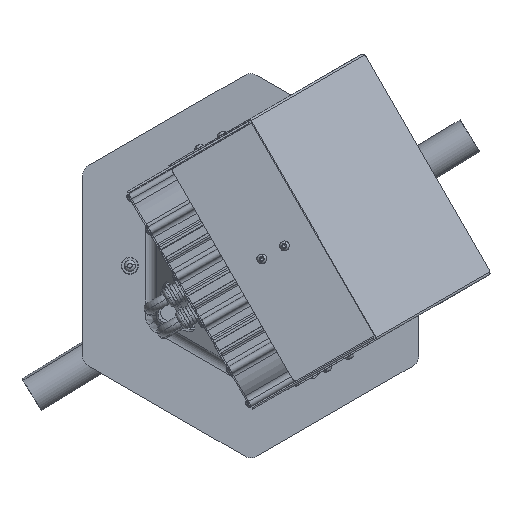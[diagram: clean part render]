
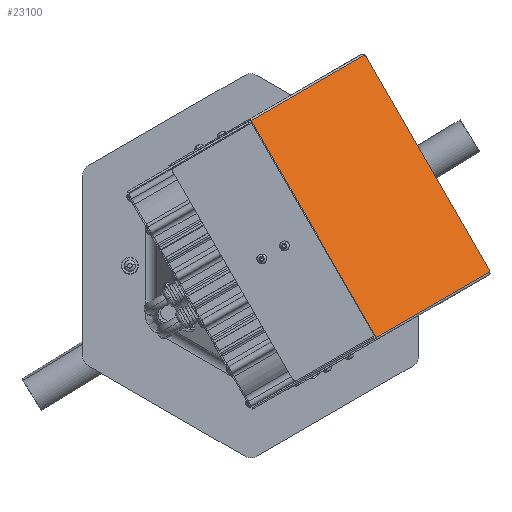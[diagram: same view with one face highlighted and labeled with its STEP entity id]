
A CAD part, top view. The second image highlights one B-rep face of the part: STEP entity #23100.
In plain terms, the highlighted face is planar.
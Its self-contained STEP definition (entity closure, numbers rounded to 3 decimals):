
#265 = PLANE ( 'NONE',  #18133 ) ;
#281 = LINE ( 'NONE', #3718, #7151 ) ;
#1275 = CARTESIAN_POINT ( 'NONE',  ( 134.263, -249.547, -1.5 ) ) ;
#1852 = VECTOR ( 'NONE', #36840, 1000. ) ;
#2924 = DIRECTION ( 'NONE',  ( 0., 0., 1. ) ) ;
#3182 = DIRECTION ( 'NONE',  ( 1., 0., 0. ) ) ;
#3326 = DIRECTION ( 'NONE',  ( -1., 0., 0. ) ) ;
#3718 = CARTESIAN_POINT ( 'NONE',  ( -131.976, -250., -1.5 ) ) ;
#4600 = VERTEX_POINT ( 'NONE', #7820 ) ;
#5319 = VERTEX_POINT ( 'NONE', #26748 ) ;
#5605 = CARTESIAN_POINT ( 'NONE',  ( -131.976, -250., -1.5 ) ) ;
#6272 = CARTESIAN_POINT ( 'NONE',  ( -134.263, -100., -1.5 ) ) ;
#6800 = ORIENTED_EDGE ( 'NONE', *, *, #18424, .F. ) ;
#7001 = ORIENTED_EDGE ( 'NONE', *, *, #21282, .F. ) ;
#7151 = VECTOR ( 'NONE', #21270, 1000. ) ;
#7232 = LINE ( 'NONE', #20778, #28755 ) ;
#7454 = VECTOR ( 'NONE', #3326, 1000. ) ;
#7710 = VECTOR ( 'NONE', #28783, 1000. ) ;
#7820 = CARTESIAN_POINT ( 'NONE',  ( 134.263, -100., -1.5 ) ) ;
#7906 = VECTOR ( 'NONE', #20172, 1000. ) ;
#8539 = ORIENTED_EDGE ( 'NONE', *, *, #17316, .F. ) ;
#8551 = CARTESIAN_POINT ( 'NONE',  ( -134.263, -104.802, -1.5 ) ) ;
#8865 = EDGE_CURVE ( 'NONE', #32753, #15775, #23486, .T. ) ;
#9298 = CARTESIAN_POINT ( 'NONE',  ( -131.976, -244., -1.5 ) ) ;
#9863 = CARTESIAN_POINT ( 'NONE',  ( -131.5, -100., -1.5 ) ) ;
#11223 = CARTESIAN_POINT ( 'NONE',  ( -136.5, -100., -1.5 ) ) ;
#11498 = CARTESIAN_POINT ( 'NONE',  ( -134.263, -249.547, -1.5 ) ) ;
#12186 = DIRECTION ( 'NONE',  ( -1., 0., 0. ) ) ;
#12573 = ORIENTED_EDGE ( 'NONE', *, *, #34351, .F. ) ;
#14382 = FACE_OUTER_BOUND ( 'NONE', #26462, .T. ) ;
#14484 = VERTEX_POINT ( 'NONE', #9863 ) ;
#15775 = VERTEX_POINT ( 'NONE', #6272 ) ;
#17316 = EDGE_CURVE ( 'NONE', #5319, #25044, #24014, .T. ) ;
#17488 = VERTEX_POINT ( 'NONE', #5605 ) ;
#17796 = CARTESIAN_POINT ( 'NONE',  ( 196.474, -104.802, -1.5 ) ) ;
#18133 = AXIS2_PLACEMENT_3D ( 'NONE', #17796, #20716, #3182 ) ;
#18333 = LINE ( 'NONE', #30942, #1852 ) ;
#18424 = EDGE_CURVE ( 'NONE', #4600, #34672, #23943, .T. ) ;
#19521 = CARTESIAN_POINT ( 'NONE',  ( 131.5, -100., -1.5 ) ) ;
#19570 = EDGE_CURVE ( 'NONE', #25044, #4600, #18333, .T. ) ;
#20172 = DIRECTION ( 'NONE',  ( 0., 1., 0. ) ) ;
#20469 = CARTESIAN_POINT ( 'NONE',  ( 131.976, -244., -1.5 ) ) ;
#20716 = DIRECTION ( 'NONE',  ( 0., 0., 1. ) ) ;
#20778 = CARTESIAN_POINT ( 'NONE',  ( 196.474, -100., -1.5 ) ) ;
#21270 = DIRECTION ( 'NONE',  ( 1., 0., 0. ) ) ;
#21282 = EDGE_CURVE ( 'NONE', #34672, #14484, #7232, .T. ) ;
#21421 = LINE ( 'NONE', #11223, #7710 ) ;
#23100 = ADVANCED_FACE ( 'NONE', ( #14382 ), #265, .F. ) ;
#23442 = DIRECTION ( 'NONE',  ( 1., 0., 0. ) ) ;
#23486 = LINE ( 'NONE', #8551, #7906 ) ;
#23804 = ORIENTED_EDGE ( 'NONE', *, *, #27287, .F. ) ;
#23844 = CIRCLE ( 'NONE', #30125, 6. ) ;
#23943 = LINE ( 'NONE', #26782, #7454 ) ;
#24014 = CIRCLE ( 'NONE', #29781, 6. ) ;
#25044 = VERTEX_POINT ( 'NONE', #1275 ) ;
#26462 = EDGE_LOOP ( 'NONE', ( #37584, #8539, #27640, #12573, #35811, #23804, #7001, #6800 ) ) ;
#26748 = CARTESIAN_POINT ( 'NONE',  ( 131.976, -250., -1.5 ) ) ;
#26782 = CARTESIAN_POINT ( 'NONE',  ( 131.5, -100., -1.5 ) ) ;
#27287 = EDGE_CURVE ( 'NONE', #14484, #15775, #21421, .T. ) ;
#27640 = ORIENTED_EDGE ( 'NONE', *, *, #30180, .F. ) ;
#28755 = VECTOR ( 'NONE', #32476, 1000. ) ;
#28783 = DIRECTION ( 'NONE',  ( -1., 0., 0. ) ) ;
#29781 = AXIS2_PLACEMENT_3D ( 'NONE', #20469, #2924, #23442 ) ;
#29794 = DIRECTION ( 'NONE',  ( 0., 0., 1. ) ) ;
#30125 = AXIS2_PLACEMENT_3D ( 'NONE', #9298, #29794, #12186 ) ;
#30180 = EDGE_CURVE ( 'NONE', #17488, #5319, #281, .T. ) ;
#30942 = CARTESIAN_POINT ( 'NONE',  ( 134.263, -104.802, -1.5 ) ) ;
#32476 = DIRECTION ( 'NONE',  ( -1., 0., 0. ) ) ;
#32753 = VERTEX_POINT ( 'NONE', #11498 ) ;
#34351 = EDGE_CURVE ( 'NONE', #32753, #17488, #23844, .T. ) ;
#34672 = VERTEX_POINT ( 'NONE', #19521 ) ;
#35811 = ORIENTED_EDGE ( 'NONE', *, *, #8865, .T. ) ;
#36840 = DIRECTION ( 'NONE',  ( 0., 1., 0. ) ) ;
#37584 = ORIENTED_EDGE ( 'NONE', *, *, #19570, .F. ) ;
